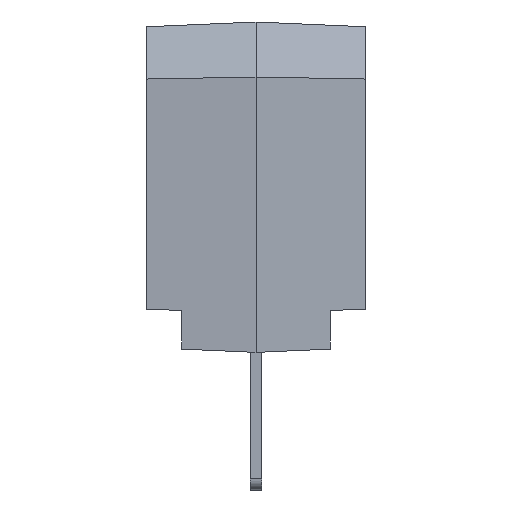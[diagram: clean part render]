
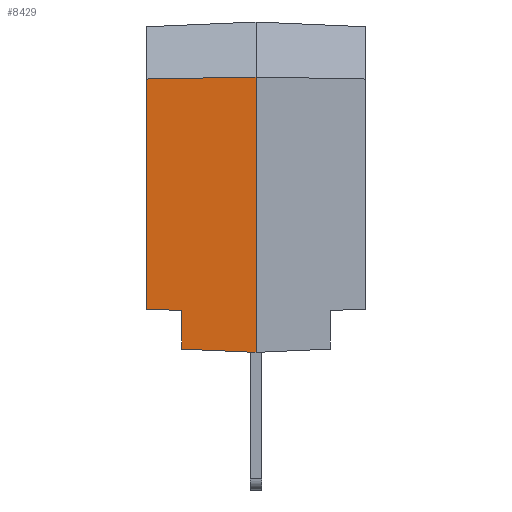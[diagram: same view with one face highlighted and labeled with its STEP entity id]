
A CAD part, left-side view. The second image highlights one B-rep face of the part: STEP entity #8429.
In plain terms, the highlighted planar face has unit normal (-0.999, 0.044, 0).
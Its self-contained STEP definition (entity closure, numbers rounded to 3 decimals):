
#8172 = VERTEX_POINT('',#8173);
#8173 = CARTESIAN_POINT('',(-9.425,1.715,1.068));
#8179 = EDGE_CURVE('',#8180,#8172,#8182,.T.);
#8180 = VERTEX_POINT('',#8181);
#8181 = CARTESIAN_POINT('',(-9.39,2.515,1.103));
#8182 = LINE('',#8183,#8184);
#8183 = CARTESIAN_POINT('',(-9.39,2.515,1.103));
#8184 = VECTOR('',#8185,1.);
#8185 = DIRECTION('',(-0.044,-0.998,
    -0.044));
#8429 = ADVANCED_FACE('',(#8430),#8471,.T.);
#8430 = FACE_BOUND('',#8431,.T.);
#8431 = EDGE_LOOP('',(#8432,#8442,#8450,#8456,#8457,#8465));
#8432 = ORIENTED_EDGE('',*,*,#8433,.T.);
#8433 = EDGE_CURVE('',#8434,#8436,#8438,.T.);
#8434 = VERTEX_POINT('',#8435);
#8435 = CARTESIAN_POINT('',(-9.5,0.,0.105));
#8436 = VERTEX_POINT('',#8437);
#8437 = CARTESIAN_POINT('',(-9.5,0.,6.455));
#8438 = LINE('',#8439,#8440);
#8439 = CARTESIAN_POINT('',(-9.5,0.,0.105));
#8440 = VECTOR('',#8441,1.);
#8441 = DIRECTION('',(0.,0.,1.));
#8442 = ORIENTED_EDGE('',*,*,#8443,.F.);
#8443 = EDGE_CURVE('',#8444,#8436,#8446,.T.);
#8444 = VERTEX_POINT('',#8445);
#8445 = CARTESIAN_POINT('',(-9.39,2.515,6.409));
#8446 = LINE('',#8447,#8448);
#8447 = CARTESIAN_POINT('',(-9.39,2.515,6.409));
#8448 = VECTOR('',#8449,1.);
#8449 = DIRECTION('',(-0.044,-0.999,
    0.018));
#8450 = ORIENTED_EDGE('',*,*,#8451,.T.);
#8451 = EDGE_CURVE('',#8444,#8180,#8452,.T.);
#8452 = LINE('',#8453,#8454);
#8453 = CARTESIAN_POINT('',(-9.39,2.515,6.409));
#8454 = VECTOR('',#8455,1.);
#8455 = DIRECTION('',(0.,0.,-1.));
#8456 = ORIENTED_EDGE('',*,*,#8179,.T.);
#8457 = ORIENTED_EDGE('',*,*,#8458,.T.);
#8458 = EDGE_CURVE('',#8172,#8459,#8461,.T.);
#8459 = VERTEX_POINT('',#8460);
#8460 = CARTESIAN_POINT('',(-9.425,1.715,0.179));
#8461 = LINE('',#8462,#8463);
#8462 = CARTESIAN_POINT('',(-9.425,1.715,1.068));
#8463 = VECTOR('',#8464,1.);
#8464 = DIRECTION('',(0.,0.,-1.));
#8465 = ORIENTED_EDGE('',*,*,#8466,.T.);
#8466 = EDGE_CURVE('',#8459,#8434,#8467,.T.);
#8467 = LINE('',#8468,#8469);
#8468 = CARTESIAN_POINT('',(-9.425,1.715,0.179));
#8469 = VECTOR('',#8470,1.);
#8470 = DIRECTION('',(-0.044,-0.998,
    -0.044));
#8471 = PLANE('',#8472);
#8472 = AXIS2_PLACEMENT_3D('',#8473,#8474,#8475);
#8473 = CARTESIAN_POINT('',(-9.609,-2.512,4.359));
#8474 = DIRECTION('',(-0.999,0.044,
    0.));
#8475 = DIRECTION('',(0.,0.,-1.));
